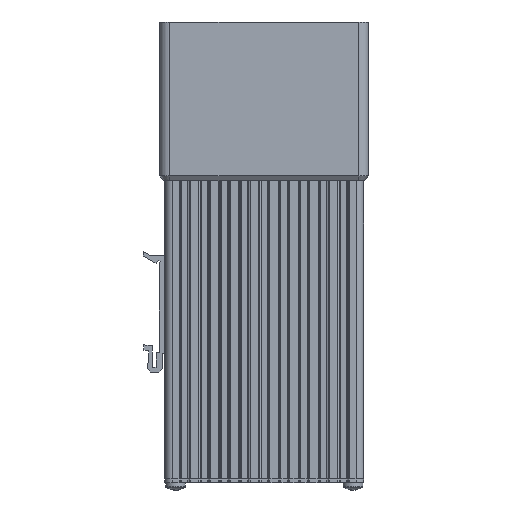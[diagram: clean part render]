
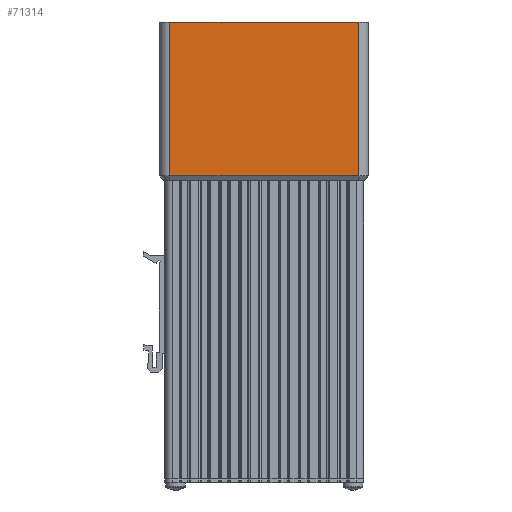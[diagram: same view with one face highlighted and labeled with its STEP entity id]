
A CAD part, left-side view. The second image highlights one B-rep face of the part: STEP entity #71314.
In plain terms, the highlighted planar face has unit normal (-1, 0, 0).
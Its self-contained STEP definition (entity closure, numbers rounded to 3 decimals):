
#6829=FACE_OUTER_BOUND('',#10883,.T.);
#10883=EDGE_LOOP('',(#54740,#54741,#54742,#54743));
#16861=LINE('',#110964,#24010);
#17153=LINE('',#111951,#24302);
#17366=LINE('',#112648,#24515);
#17367=LINE('',#112652,#24516);
#24010=VECTOR('',#85496,10.);
#24302=VECTOR('',#86346,10.);
#24515=VECTOR('',#86981,10.);
#24516=VECTOR('',#86988,10.);
#29916=VERTEX_POINT('',#110961);
#29917=VERTEX_POINT('',#110963);
#30332=VERTEX_POINT('',#111945);
#30333=VERTEX_POINT('',#111949);
#38042=EDGE_CURVE('',#29917,#29916,#16861,.T.);
#38533=EDGE_CURVE('',#30333,#30332,#17153,.T.);
#38885=EDGE_CURVE('',#29917,#30333,#17366,.T.);
#38886=EDGE_CURVE('',#30332,#29916,#17367,.T.);
#54740=ORIENTED_EDGE('',*,*,#38533,.F.);
#54741=ORIENTED_EDGE('',*,*,#38885,.F.);
#54742=ORIENTED_EDGE('',*,*,#38042,.T.);
#54743=ORIENTED_EDGE('',*,*,#38886,.F.);
#65357=PLANE('',#75312);
#71314=ADVANCED_FACE('',(#6829),#65357,.T.);
#75312=AXIS2_PLACEMENT_3D('',#113097,#87609,#87610);
#85496=DIRECTION('',(0.,1.,0.));
#86346=DIRECTION('',(0.,1.,0.));
#86981=DIRECTION('',(0.,0.,-1.));
#86988=DIRECTION('',(0.,0.,1.));
#87609=DIRECTION('center_axis',(-1.,0.,0.));
#87610=DIRECTION('ref_axis',(0.,1.,0.));
#110961=CARTESIAN_POINT('',(-31.253,56.376,137.996));
#110963=CARTESIAN_POINT('',(-31.253,-19.624,137.996));
#110964=CARTESIAN_POINT('',(-31.253,-23.624,137.996));
#111945=CARTESIAN_POINT('',(-31.253,56.376,75.996));
#111949=CARTESIAN_POINT('',(-31.253,-19.624,75.996));
#111951=CARTESIAN_POINT('',(-31.253,-2.624,75.996));
#112648=CARTESIAN_POINT('',(-31.253,-19.624,137.996));
#112652=CARTESIAN_POINT('',(-31.253,56.376,137.996));
#113097=CARTESIAN_POINT('Origin',(-31.253,-23.624,137.996));
